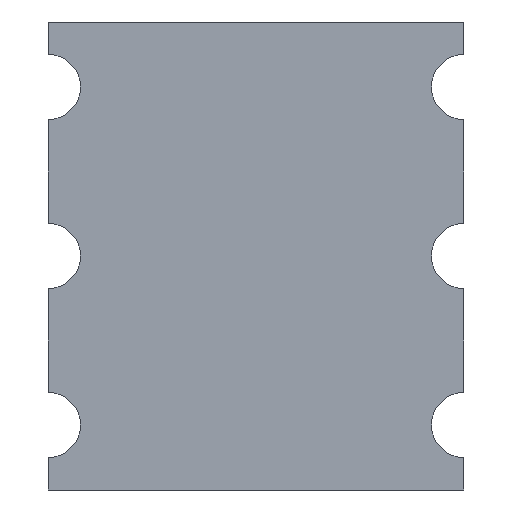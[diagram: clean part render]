
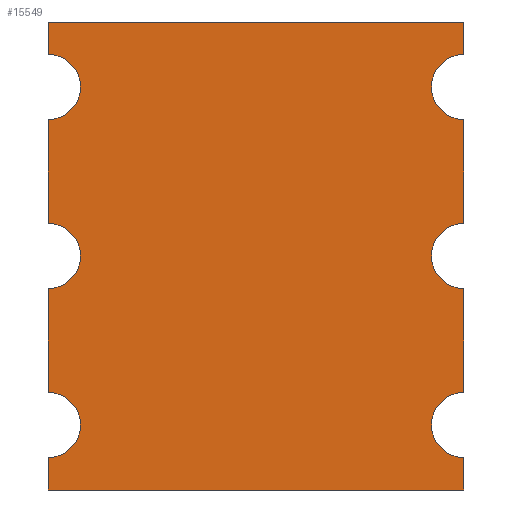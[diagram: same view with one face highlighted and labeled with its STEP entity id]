
A CAD part, front view. The second image highlights one B-rep face of the part: STEP entity #15549.
In plain terms, the highlighted planar face has unit normal (0, -1, 0).
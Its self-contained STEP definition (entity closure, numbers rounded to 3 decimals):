
#508 = AXIS2_PLACEMENT_3D ( 'NONE', #8737, #8738, #8739 ) ;
#1183 = FACE_OUTER_BOUND ( 'NONE', #16895, .T. ) ;
#1647 = VECTOR ( 'NONE', #3447, 1000. ) ;
#1649 = VECTOR ( 'NONE', #3495, 1000. ) ;
#1650 = VECTOR ( 'NONE', #3453, 1000. ) ;
#1652 = AXIS2_PLACEMENT_3D ( 'NONE', #3483, #3496, #3497 ) ;
#1655 = VECTOR ( 'NONE', #3441, 1000. ) ;
#1657 = AXIS2_PLACEMENT_3D ( 'NONE', #3450, #3463, #3464 ) ;
#1658 = VECTOR ( 'NONE', #3468, 1000. ) ;
#1660 = AXIS2_PLACEMENT_3D ( 'NONE', #3465, #3469, #3470 ) ;
#1661 = AXIS2_PLACEMENT_3D ( 'NONE', #3471, #3481, #3482 ) ;
#1662 = VECTOR ( 'NONE', #3456, 1000. ) ;
#1668 = VECTOR ( 'NONE', #3477, 1000. ) ;
#1669 = VECTOR ( 'NONE', #3474, 1000. ) ;
#1670 = VECTOR ( 'NONE', #3480, 1000. ) ;
#1671 = AXIS2_PLACEMENT_3D ( 'NONE', #3423, #3442, #3443 ) ;
#1672 = AXIS2_PLACEMENT_3D ( 'NONE', #3444, #3448, #3449 ) ;
#3423 = CARTESIAN_POINT ( 'NONE',  ( -1.6, -0.25, 0. ) ) ;
#3439 = LINE ( 'NONE', #3440, #1655 ) ;
#3440 = CARTESIAN_POINT ( 'NONE',  ( -1.6, -0.25, 1.8 ) ) ;
#3441 = DIRECTION ( 'NONE',  ( 0., 0., -1. ) ) ;
#3442 = DIRECTION ( 'NONE',  ( 0., -1., 0. ) ) ;
#3443 = DIRECTION ( 'NONE',  ( 0., 0., -1. ) ) ;
#3444 = CARTESIAN_POINT ( 'NONE',  ( -1.6, -0.25, -1.3 ) ) ;
#3445 = LINE ( 'NONE', #3446, #1647 ) ;
#3446 = CARTESIAN_POINT ( 'NONE',  ( -1.6, -0.25, 1.8 ) ) ;
#3447 = DIRECTION ( 'NONE',  ( 0., 0., -1. ) ) ;
#3448 = DIRECTION ( 'NONE',  ( 0., -1., 0. ) ) ;
#3449 = DIRECTION ( 'NONE',  ( 0., 0., -1. ) ) ;
#3450 = CARTESIAN_POINT ( 'NONE',  ( 1.6, -0.25, 0. ) ) ;
#3451 = LINE ( 'NONE', #3452, #1650 ) ;
#3452 = CARTESIAN_POINT ( 'NONE',  ( -1.6, -0.25, 1.8 ) ) ;
#3453 = DIRECTION ( 'NONE',  ( 0., 0., -1. ) ) ;
#3454 = LINE ( 'NONE', #3455, #1662 ) ;
#3455 = CARTESIAN_POINT ( 'NONE',  ( 0., -0.25, -1.8 ) ) ;
#3456 = DIRECTION ( 'NONE',  ( 1., 0., 0. ) ) ;
#3463 = DIRECTION ( 'NONE',  ( 0., 1., 0. ) ) ;
#3464 = DIRECTION ( 'NONE',  ( 0., 0., -1. ) ) ;
#3465 = CARTESIAN_POINT ( 'NONE',  ( 1.6, -0.25, 1.3 ) ) ;
#3466 = LINE ( 'NONE', #3467, #1658 ) ;
#3467 = CARTESIAN_POINT ( 'NONE',  ( 1.6, -0.25, 1.8 ) ) ;
#3468 = DIRECTION ( 'NONE',  ( 0., 0., -1. ) ) ;
#3469 = DIRECTION ( 'NONE',  ( 0., 1., 0. ) ) ;
#3470 = DIRECTION ( 'NONE',  ( 0., 0., -1. ) ) ;
#3471 = CARTESIAN_POINT ( 'NONE',  ( -1.6, -0.25, 1.3 ) ) ;
#3472 = LINE ( 'NONE', #3473, #1669 ) ;
#3473 = CARTESIAN_POINT ( 'NONE',  ( 1.6, -0.25, 1.8 ) ) ;
#3474 = DIRECTION ( 'NONE',  ( 0., 0., -1. ) ) ;
#3475 = LINE ( 'NONE', #3476, #1668 ) ;
#3476 = CARTESIAN_POINT ( 'NONE',  ( 0., -0.25, 1.8 ) ) ;
#3477 = DIRECTION ( 'NONE',  ( 1., 0., 0. ) ) ;
#3478 = LINE ( 'NONE', #3479, #1670 ) ;
#3479 = CARTESIAN_POINT ( 'NONE',  ( -1.6, -0.25, 1.8 ) ) ;
#3480 = DIRECTION ( 'NONE',  ( 0., 0., -1. ) ) ;
#3481 = DIRECTION ( 'NONE',  ( 0., -1., 0. ) ) ;
#3482 = DIRECTION ( 'NONE',  ( 0., 0., -1. ) ) ;
#3483 = CARTESIAN_POINT ( 'NONE',  ( 1.6, -0.25, -1.3 ) ) ;
#3493 = LINE ( 'NONE', #3494, #1649 ) ;
#3494 = CARTESIAN_POINT ( 'NONE',  ( 1.6, -0.25, 1.8 ) ) ;
#3495 = DIRECTION ( 'NONE',  ( 0., 0., -1. ) ) ;
#3496 = DIRECTION ( 'NONE',  ( 0., 1., 0. ) ) ;
#3497 = DIRECTION ( 'NONE',  ( 0., 0., -1. ) ) ;
#3511 = LINE ( 'NONE', #3512, #7104 ) ;
#3512 = CARTESIAN_POINT ( 'NONE',  ( 1.6, -0.25, 1.8 ) ) ;
#3513 = DIRECTION ( 'NONE',  ( 0., 0., -1. ) ) ;
#7104 = VECTOR ( 'NONE', #3513, 1000. ) ;
#8736 = PLANE ( 'NONE',  #508 ) ;
#8737 = CARTESIAN_POINT ( 'NONE',  ( 0., -0.25, 1.8 ) ) ;
#8738 = DIRECTION ( 'NONE',  ( 0., 1., 0. ) ) ;
#8739 = DIRECTION ( 'NONE',  ( -1., 0., 0. ) ) ;
#10259 = CARTESIAN_POINT ( 'NONE',  ( 1.6, -0.25, -0.25 ) ) ;
#10260 = CARTESIAN_POINT ( 'NONE',  ( 1.6, -0.25, -1.05 ) ) ;
#10261 = CARTESIAN_POINT ( 'NONE',  ( 1.6, -0.25, -1.55 ) ) ;
#10262 = CARTESIAN_POINT ( 'NONE',  ( 1.6, -0.25, -1.8 ) ) ;
#10263 = CARTESIAN_POINT ( 'NONE',  ( 1.6, -0.25, 0.25 ) ) ;
#10264 = CARTESIAN_POINT ( 'NONE',  ( 1.6, -0.25, 1.05 ) ) ;
#10265 = CARTESIAN_POINT ( 'NONE',  ( 1.6, -0.25, 1.55 ) ) ;
#10266 = CARTESIAN_POINT ( 'NONE',  ( 1.6, -0.25, 1.8 ) ) ;
#10267 = CARTESIAN_POINT ( 'NONE',  ( -1.6, -0.25, 1.8 ) ) ;
#10268 = CARTESIAN_POINT ( 'NONE',  ( -1.6, -0.25, 1.55 ) ) ;
#10269 = CARTESIAN_POINT ( 'NONE',  ( -1.6, -0.25, 1.05 ) ) ;
#10270 = CARTESIAN_POINT ( 'NONE',  ( -1.6, -0.25, 0.25 ) ) ;
#10271 = CARTESIAN_POINT ( 'NONE',  ( -1.6, -0.25, -0.25 ) ) ;
#10272 = CARTESIAN_POINT ( 'NONE',  ( -1.6, -0.25, -1.05 ) ) ;
#10273 = CARTESIAN_POINT ( 'NONE',  ( -1.6, -0.25, -1.55 ) ) ;
#10274 = CARTESIAN_POINT ( 'NONE',  ( -1.6, -0.25, -1.8 ) ) ;
#14705 = ORIENTED_EDGE ( 'NONE', *, *, #15183, .T. ) ;
#14706 = ORIENTED_EDGE ( 'NONE', *, *, #15184, .F. ) ;
#14707 = ORIENTED_EDGE ( 'NONE', *, *, #15185, .T. ) ;
#14708 = ORIENTED_EDGE ( 'NONE', *, *, #15186, .T. ) ;
#14709 = ORIENTED_EDGE ( 'NONE', *, *, #15199, .F. ) ;
#14713 = ORIENTED_EDGE ( 'NONE', *, *, #15205, .F. ) ;
#14714 = ORIENTED_EDGE ( 'NONE', *, *, #15191, .T. ) ;
#14715 = ORIENTED_EDGE ( 'NONE', *, *, #15190, .F. ) ;
#14716 = ORIENTED_EDGE ( 'NONE', *, *, #15192, .F. ) ;
#14717 = ORIENTED_EDGE ( 'NONE', *, *, #15193, .F. ) ;
#14718 = ORIENTED_EDGE ( 'NONE', *, *, #15194, .T. ) ;
#14719 = ORIENTED_EDGE ( 'NONE', *, *, #15195, .F. ) ;
#14720 = ORIENTED_EDGE ( 'NONE', *, *, #15181, .T. ) ;
#14721 = ORIENTED_EDGE ( 'NONE', *, *, #15182, .F. ) ;
#14729 = ORIENTED_EDGE ( 'NONE', *, *, #15189, .T. ) ;
#14730 = ORIENTED_EDGE ( 'NONE', *, *, #15200, .T. ) ;
#15181 = EDGE_CURVE ( 'NONE', #15865, #15866, #3439, .T. ) ;
#15182 = EDGE_CURVE ( 'NONE', #15867, #15866, #15741, .T. ) ;
#15183 = EDGE_CURVE ( 'NONE', #15867, #15868, #3445, .T. ) ;
#15184 = EDGE_CURVE ( 'NONE', #15869, #15868, #15742, .T. ) ;
#15185 = EDGE_CURVE ( 'NONE', #15869, #15870, #3451, .T. ) ;
#15186 = EDGE_CURVE ( 'NONE', #15870, #15858, #3454, .T. ) ;
#15189 = EDGE_CURVE ( 'NONE', #15855, #15859, #15743, .T. ) ;
#15190 = EDGE_CURVE ( 'NONE', #15860, #15859, #3466, .T. ) ;
#15191 = EDGE_CURVE ( 'NONE', #15860, #15861, #15744, .T. ) ;
#15192 = EDGE_CURVE ( 'NONE', #15862, #15861, #3472, .T. ) ;
#15193 = EDGE_CURVE ( 'NONE', #15863, #15862, #3475, .T. ) ;
#15194 = EDGE_CURVE ( 'NONE', #15863, #15864, #3478, .T. ) ;
#15195 = EDGE_CURVE ( 'NONE', #15865, #15864, #15745, .T. ) ;
#15199 = EDGE_CURVE ( 'NONE', #15857, #15858, #3493, .T. ) ;
#15200 = EDGE_CURVE ( 'NONE', #15857, #15856, #15746, .T. ) ;
#15205 = EDGE_CURVE ( 'NONE', #15855, #15856, #3511, .T. ) ;
#15549 = ADVANCED_FACE ( 'NONE', ( #1183 ), #8736, .F. ) ;
#15741 = CIRCLE ( 'NONE', #1671, 0.25 ) ;
#15742 = CIRCLE ( 'NONE', #1672, 0.25 ) ;
#15743 = CIRCLE ( 'NONE', #1657, 0.25 ) ;
#15744 = CIRCLE ( 'NONE', #1660, 0.25 ) ;
#15745 = CIRCLE ( 'NONE', #1661, 0.25 ) ;
#15746 = CIRCLE ( 'NONE', #1652, 0.25 ) ;
#15855 = VERTEX_POINT ( 'NONE', #10259 ) ;
#15856 = VERTEX_POINT ( 'NONE', #10260 ) ;
#15857 = VERTEX_POINT ( 'NONE', #10261 ) ;
#15858 = VERTEX_POINT ( 'NONE', #10262 ) ;
#15859 = VERTEX_POINT ( 'NONE', #10263 ) ;
#15860 = VERTEX_POINT ( 'NONE', #10264 ) ;
#15861 = VERTEX_POINT ( 'NONE', #10265 ) ;
#15862 = VERTEX_POINT ( 'NONE', #10266 ) ;
#15863 = VERTEX_POINT ( 'NONE', #10267 ) ;
#15864 = VERTEX_POINT ( 'NONE', #10268 ) ;
#15865 = VERTEX_POINT ( 'NONE', #10269 ) ;
#15866 = VERTEX_POINT ( 'NONE', #10270 ) ;
#15867 = VERTEX_POINT ( 'NONE', #10271 ) ;
#15868 = VERTEX_POINT ( 'NONE', #10272 ) ;
#15869 = VERTEX_POINT ( 'NONE', #10273 ) ;
#15870 = VERTEX_POINT ( 'NONE', #10274 ) ;
#16895 = EDGE_LOOP ( 'NONE', ( #14730, #14713, #14729, #14715, #14714, #14716, #14717, #14718, #14719, #14720, #14721, #14705, #14706, #14707, #14708, #14709 ) ) ;
